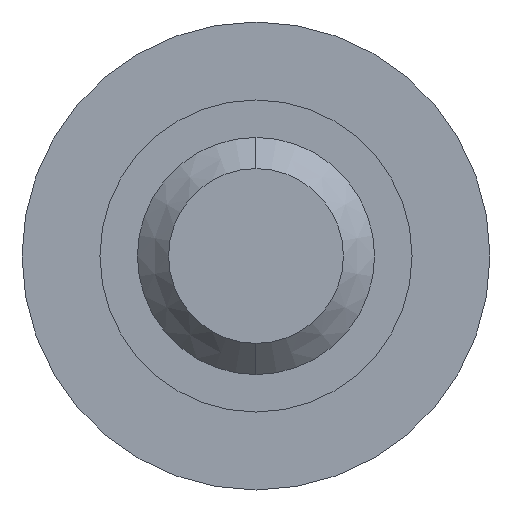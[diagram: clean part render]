
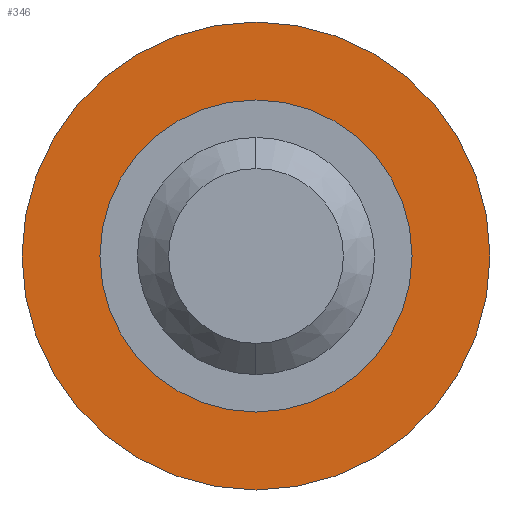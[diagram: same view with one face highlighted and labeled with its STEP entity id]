
A CAD part, left-side view. The second image highlights one B-rep face of the part: STEP entity #346.
In plain terms, the highlighted planar face has unit normal (-1, 0, 0).
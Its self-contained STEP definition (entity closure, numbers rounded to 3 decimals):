
#55 = VERTEX_POINT ( 'NONE', #517 ) ;
#69 = CIRCLE ( 'NONE', #124, 2.536 ) ;
#101 = AXIS2_PLACEMENT_3D ( 'NONE', #270, #586, #314 ) ;
#102 = EDGE_LOOP ( 'NONE', ( #504, #274 ) ) ;
#116 = PLANE ( 'NONE',  #101 ) ;
#120 = CIRCLE ( 'NONE', #338, 3.804 ) ;
#124 = AXIS2_PLACEMENT_3D ( 'NONE', #539, #200, #465 ) ;
#126 = CARTESIAN_POINT ( 'NONE',  ( -10.47, 0., 2.536 ) ) ;
#134 = DIRECTION ( 'NONE',  ( 0., 0., -1. ) ) ;
#145 = CIRCLE ( 'NONE', #453, 2.536 ) ;
#156 = ORIENTED_EDGE ( 'NONE', *, *, #488, .T. ) ;
#169 = EDGE_CURVE ( 'NONE', #405, #403, #145, .T. ) ;
#185 = EDGE_CURVE ( 'NONE', #455, #55, #438, .T. ) ;
#200 = DIRECTION ( 'NONE',  ( 1., 0., 0. ) ) ;
#231 = DIRECTION ( 'NONE',  ( 1., 0., 0. ) ) ;
#250 = ORIENTED_EDGE ( 'NONE', *, *, #185, .T. ) ;
#253 = EDGE_CURVE ( 'NONE', #403, #405, #69, .T. ) ;
#270 = CARTESIAN_POINT ( 'NONE',  ( -10.47, 3.85, -3.85 ) ) ;
#274 = ORIENTED_EDGE ( 'NONE', *, *, #253, .T. ) ;
#296 = EDGE_LOOP ( 'NONE', ( #156, #250 ) ) ;
#298 = CARTESIAN_POINT ( 'NONE',  ( -10.47, 0., 0. ) ) ;
#310 = DIRECTION ( 'NONE',  ( -1., 0., 0. ) ) ;
#314 = DIRECTION ( 'NONE',  ( 0., -1., 0. ) ) ;
#327 = DIRECTION ( 'NONE',  ( 0., 0., -1. ) ) ;
#338 = AXIS2_PLACEMENT_3D ( 'NONE', #611, #435, #327 ) ;
#342 = FACE_OUTER_BOUND ( 'NONE', #296, .T. ) ;
#346 = ADVANCED_FACE ( 'NONE', ( #627, #342 ), #116, .T. ) ;
#377 = CARTESIAN_POINT ( 'NONE',  ( -10.47, 0., 3.804 ) ) ;
#403 = VERTEX_POINT ( 'NONE', #126 ) ;
#405 = VERTEX_POINT ( 'NONE', #470 ) ;
#435 = DIRECTION ( 'NONE',  ( -1., 0., 0. ) ) ;
#438 = CIRCLE ( 'NONE', #636, 3.804 ) ;
#453 = AXIS2_PLACEMENT_3D ( 'NONE', #298, #231, #134 ) ;
#455 = VERTEX_POINT ( 'NONE', #377 ) ;
#457 = CARTESIAN_POINT ( 'NONE',  ( -10.47, 0., 0. ) ) ;
#465 = DIRECTION ( 'NONE',  ( 0., 0., -1. ) ) ;
#470 = CARTESIAN_POINT ( 'NONE',  ( -10.47, 0., -2.536 ) ) ;
#488 = EDGE_CURVE ( 'NONE', #55, #455, #120, .T. ) ;
#502 = DIRECTION ( 'NONE',  ( 0., 0., -1. ) ) ;
#504 = ORIENTED_EDGE ( 'NONE', *, *, #169, .T. ) ;
#517 = CARTESIAN_POINT ( 'NONE',  ( -10.47, 0., -3.804 ) ) ;
#539 = CARTESIAN_POINT ( 'NONE',  ( -10.47, 0., 0. ) ) ;
#586 = DIRECTION ( 'NONE',  ( -1., 0., 0. ) ) ;
#611 = CARTESIAN_POINT ( 'NONE',  ( -10.47, 0., 0. ) ) ;
#627 = FACE_BOUND ( 'NONE', #102, .T. ) ;
#636 = AXIS2_PLACEMENT_3D ( 'NONE', #457, #310, #502 ) ;
